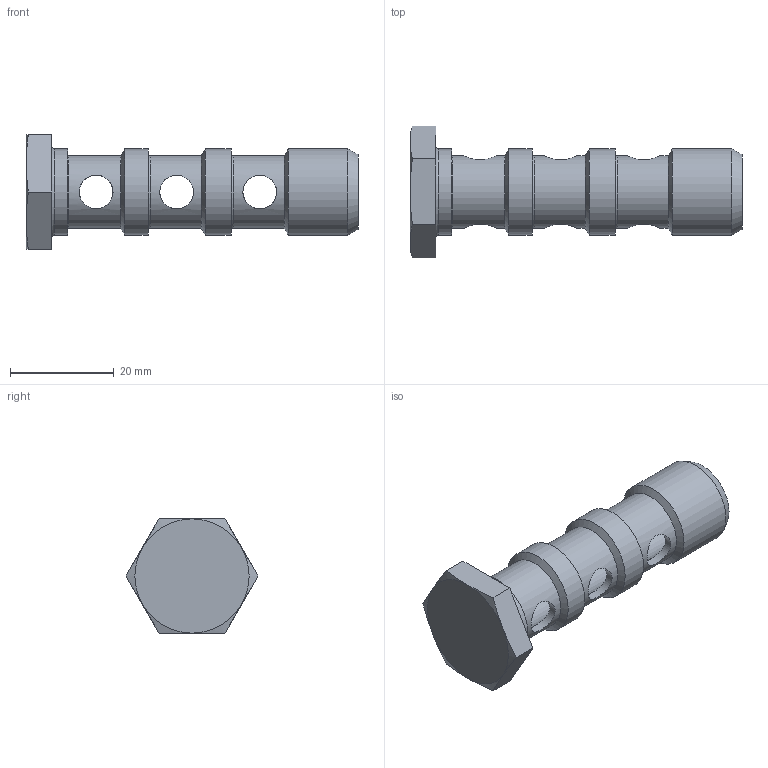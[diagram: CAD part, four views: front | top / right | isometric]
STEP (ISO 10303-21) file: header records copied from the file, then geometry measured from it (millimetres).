
FILE_DESCRIPTION(/* description */ ('STEP AP214'),/* implementation_level */ '2;1');
FILE_NAME(/* name */ '2336_VT-3_8-3',/* time_stamp */ '2024-09-17T11:19:42+02:00',/* author */ ('License CC BY-ND 4.0'),/* organization */ ('CADENAS'),/* preprocessor_version */ 'ST-DEVELOPER v19.3',/* originating_system */ 'PARTsolutions',/* authorisation */ ' ');
FILE_SCHEMA (('AUTOMOTIVE_DESIGN {1 0 10303 214 3 1 1}'));
Length unit declared in the file: millimetre
Products named in the file (1): 2336 VT-3/8-3
Bounding box: 63.9 x 25.4 x 22 mm (x, y, z)
Volume: 7167.8 mm3; surface area: 5924.7 mm2
Topology: 1 solids, 1 shells, 42 faces, 89 edges, 53 vertices
Faces by surface type: cylinder 14, plane 12, cone 12, torus 4
Full cylindrical faces by diameter (mm): 6.5 x6, 11 x1, 14 x3, 16.6 x3, 16.662 x1
Entity records: 1242 total; most frequent: CARTESIAN_POINT 412, DIRECTION 154, ORIENTED_EDGE 128, FACE_BOUND 83, EDGE_LOOP 82, AXIS2_PLACEMENT_3D 71, EDGE_CURVE 64, VERTEX_POINT 53
